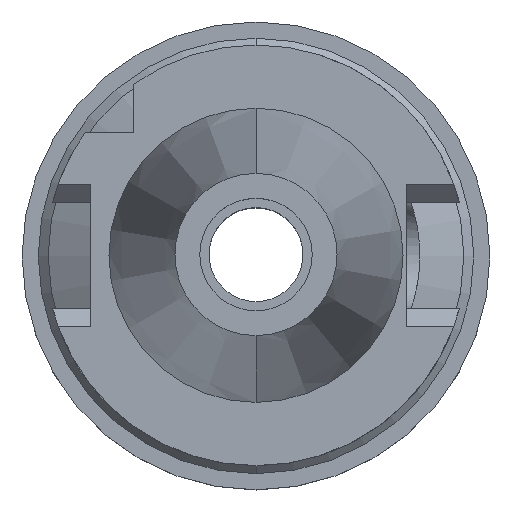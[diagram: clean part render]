
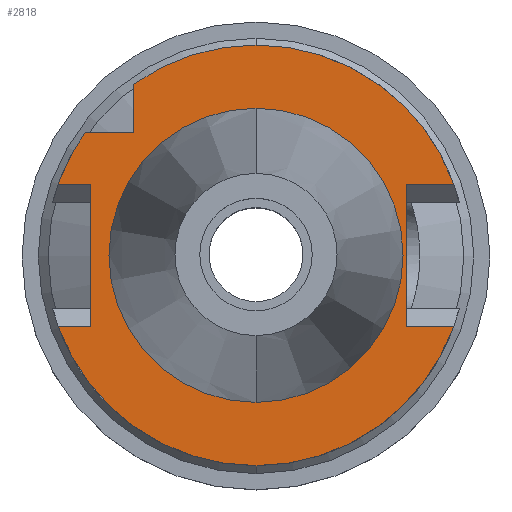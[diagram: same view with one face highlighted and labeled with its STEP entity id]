
A CAD part, top view. The second image highlights one B-rep face of the part: STEP entity #2818.
In plain terms, the highlighted planar face has unit normal (0, 0, 1).
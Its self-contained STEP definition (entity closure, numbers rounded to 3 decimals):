
#809=DIRECTION('',(0.,-1.,0.));
#810=VECTOR('',#809,7.334);
#811=CARTESIAN_POINT('',(-18.5,25.834,-1.));
#812=LINE('',#811,#810);
#991=CARTESIAN_POINT('',(29.901,10.75,-1.));
#1003=DIRECTION('',(1.,0.,0.));
#1004=VECTOR('',#1003,7.201);
#1005=CARTESIAN_POINT('',(22.7,10.75,-1.));
#1006=LINE('',#1005,#1004);
#1054=CARTESIAN_POINT('',(0.,0.,-1.));
#1055=DIRECTION('',(0.,0.,-1.));
#1056=DIRECTION('',(-0.582,0.813,0.));
#1057=AXIS2_PLACEMENT_3D('',#1054,#1055,#1056);
#1062=CARTESIAN_POINT('',(0.,0.,-1.));
#1063=DIRECTION('',(0.,0.,-1.));
#1064=DIRECTION('',(0.,1.,0.));
#1065=AXIS2_PLACEMENT_3D('',#1062,#1063,#1064);
#1070=DIRECTION('',(0.,-1.,0.));
#1071=VECTOR('',#1070,21.5);
#1072=CARTESIAN_POINT('',(22.7,10.75,-1.));
#1073=LINE('',#1072,#1071);
#1077=DIRECTION('',(1.,0.,0.));
#1078=VECTOR('',#1077,7.201);
#1079=CARTESIAN_POINT('',(22.7,-10.75,-1.));
#1080=LINE('',#1079,#1078);
#1084=CARTESIAN_POINT('',(0.,0.,-1.));
#1085=DIRECTION('',(0.,0.,-1.));
#1086=DIRECTION('',(0.941,-0.338,0.));
#1087=AXIS2_PLACEMENT_3D('',#1084,#1085,#1086);
#1092=CARTESIAN_POINT('',(0.,0.,-1.));
#1093=DIRECTION('',(0.,0.,-1.));
#1094=DIRECTION('',(0.,-1.,0.));
#1095=AXIS2_PLACEMENT_3D('',#1092,#1093,#1094);
#1100=DIRECTION('',(-1.,0.,0.));
#1101=VECTOR('',#1100,4.901);
#1102=CARTESIAN_POINT('',(-25.,10.75,-1.));
#1103=LINE('',#1102,#1101);
#1107=CARTESIAN_POINT('',(0.,0.,-1.));
#1108=DIRECTION('',(0.,0.,-1.));
#1109=DIRECTION('',(-0.941,0.338,0.));
#1110=AXIS2_PLACEMENT_3D('',#1107,#1108,#1109);
#1115=CARTESIAN_POINT('',(0.,0.,-1.));
#1116=DIRECTION('',(0.,0.,1.));
#1117=DIRECTION('',(0.,-1.,0.));
#1118=AXIS2_PLACEMENT_3D('',#1115,#1116,#1117);
#1123=CARTESIAN_POINT('',(0.,0.,-1.));
#1124=DIRECTION('',(0.,0.,1.));
#1125=DIRECTION('',(0.,1.,0.));
#1126=AXIS2_PLACEMENT_3D('',#1123,#1124,#1125);
#1141=CARTESIAN_POINT('',(-29.901,-10.75,-1.));
#1192=DIRECTION('',(0.,-1.,0.));
#1193=VECTOR('',#1192,21.5);
#1194=CARTESIAN_POINT('',(-25.,10.75,-1.));
#1195=LINE('',#1194,#1193);
#1265=DIRECTION('',(-1.,0.,0.));
#1266=VECTOR('',#1265,7.334);
#1267=CARTESIAN_POINT('',(-18.5,18.5,-1.));
#1268=LINE('',#1267,#1266);
#1414=DIRECTION('',(-1.,0.,0.));
#1415=VECTOR('',#1414,4.901);
#1416=CARTESIAN_POINT('',(-25.,-10.75,-1.));
#1417=LINE('',#1416,#1415);
#1829=CARTESIAN_POINT('',(-18.5,25.834,-1.));
#1830=VERTEX_POINT('',#1829);
#1831=CARTESIAN_POINT('',(-18.5,18.5,-1.));
#1832=VERTEX_POINT('',#1831);
#1858=CARTESIAN_POINT('',(-25.,10.75,-1.));
#1859=VERTEX_POINT('',#1858);
#1860=CARTESIAN_POINT('',(-25.,-10.75,-1.));
#1861=VERTEX_POINT('',#1860);
#1900=VERTEX_POINT('',#1141);
#1901=CARTESIAN_POINT('',(0.,-31.775,-1.));
#1902=VERTEX_POINT('',#1901);
#1903=CARTESIAN_POINT('',(29.901,-10.75,-1.));
#1904=VERTEX_POINT('',#1903);
#1905=VERTEX_POINT('',#991);
#1906=CARTESIAN_POINT('',(0.,31.775,-1.));
#1907=VERTEX_POINT('',#1906);
#1908=CARTESIAN_POINT('',(-25.834,18.5,-1.));
#1909=VERTEX_POINT('',#1908);
#1910=CARTESIAN_POINT('',(-29.901,10.75,-1.));
#1911=VERTEX_POINT('',#1910);
#1912=CARTESIAN_POINT('',(22.7,10.75,-1.));
#1913=VERTEX_POINT('',#1912);
#1914=CARTESIAN_POINT('',(22.7,-10.75,-1.));
#1915=VERTEX_POINT('',#1914);
#1916=CARTESIAN_POINT('',(0.,-22.225,-1.));
#1917=CARTESIAN_POINT('',(0.,22.225,-1.));
#1918=VERTEX_POINT('',#1916);
#1919=VERTEX_POINT('',#1917);
#2784=CARTESIAN_POINT('',(0.,0.,-1.));
#2785=DIRECTION('',(0.,0.,-1.));
#2786=DIRECTION('',(0.,-1.,0.));
#2787=AXIS2_PLACEMENT_3D('',#2784,#2785,#2786);
#2788=PLANE('',#2787);
#2789=ORIENTED_EDGE('',*,*,#2632,.F.);
#2790=ORIENTED_EDGE('',*,*,#2748,.T.);
#2791=ORIENTED_EDGE('',*,*,#2746,.T.);
#2792=ORIENTED_EDGE('',*,*,#2762,.F.);
#2793=ORIENTED_EDGE('',*,*,#2772,.T.);
#2795=ORIENTED_EDGE('',*,*,#2794,.T.);
#2797=ORIENTED_EDGE('',*,*,#2796,.T.);
#2799=ORIENTED_EDGE('',*,*,#2798,.T.);
#2801=ORIENTED_EDGE('',*,*,#2800,.F.);
#2803=ORIENTED_EDGE('',*,*,#2802,.F.);
#2805=ORIENTED_EDGE('',*,*,#2804,.T.);
#2807=ORIENTED_EDGE('',*,*,#2806,.T.);
#2809=ORIENTED_EDGE('',*,*,#2808,.F.);
#2810=EDGE_LOOP('',(#2789,#2790,#2791,#2792,#2793,#2795,#2797,#2799,#2801,#2803,
#2805,#2807,#2809));
#2811=FACE_OUTER_BOUND('',#2810,.F.);
#2813=ORIENTED_EDGE('',*,*,#2812,.T.);
#2815=ORIENTED_EDGE('',*,*,#2814,.T.);
#2816=EDGE_LOOP('',(#2813,#2815));
#2817=FACE_BOUND('',#2816,.F.);
#1058=CIRCLE('',#1057,31.775);
#1066=CIRCLE('',#1065,31.775);
#1088=CIRCLE('',#1087,31.775);
#1096=CIRCLE('',#1095,31.775);
#1111=CIRCLE('',#1110,31.775);
#1119=CIRCLE('',#1118,22.225);
#1127=CIRCLE('',#1126,22.225);
#2632=EDGE_CURVE('',#1830,#1832,#812,.T.);
#2746=EDGE_CURVE('',#1907,#1905,#1066,.T.);
#2748=EDGE_CURVE('',#1830,#1907,#1058,.T.);
#2762=EDGE_CURVE('',#1913,#1905,#1006,.T.);
#2772=EDGE_CURVE('',#1913,#1915,#1073,.T.);
#2794=EDGE_CURVE('',#1915,#1904,#1080,.T.);
#2796=EDGE_CURVE('',#1904,#1902,#1088,.T.);
#2798=EDGE_CURVE('',#1902,#1900,#1096,.T.);
#2800=EDGE_CURVE('',#1861,#1900,#1417,.T.);
#2802=EDGE_CURVE('',#1859,#1861,#1195,.T.);
#2804=EDGE_CURVE('',#1859,#1911,#1103,.T.);
#2806=EDGE_CURVE('',#1911,#1909,#1111,.T.);
#2808=EDGE_CURVE('',#1832,#1909,#1268,.T.);
#2812=EDGE_CURVE('',#1918,#1919,#1119,.T.);
#2814=EDGE_CURVE('',#1919,#1918,#1127,.T.);
#2818=ADVANCED_FACE('',(#2811,#2817),#2788,.F.);
